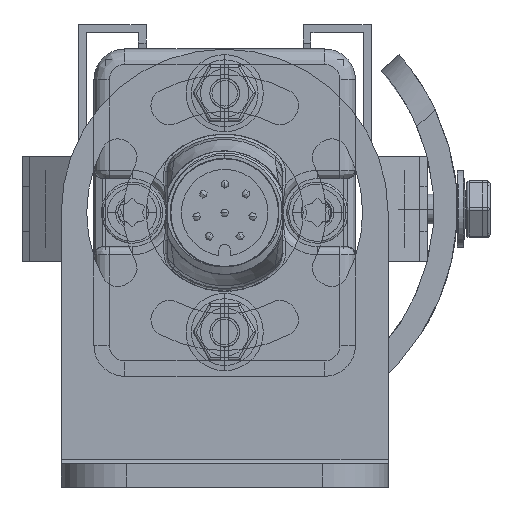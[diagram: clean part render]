
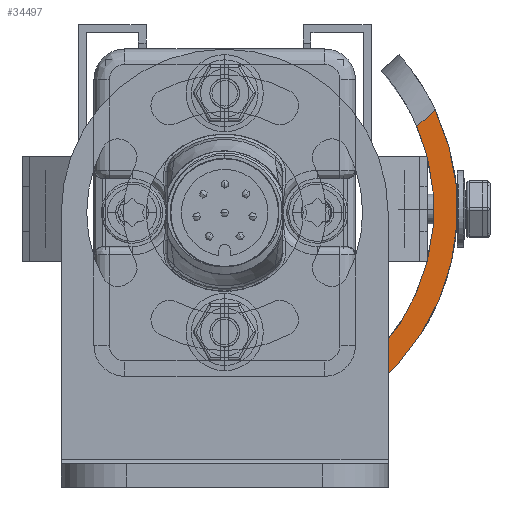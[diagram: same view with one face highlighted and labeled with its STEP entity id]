
A CAD part, front view. The second image highlights one B-rep face of the part: STEP entity #34497.
In plain terms, the highlighted face is planar.
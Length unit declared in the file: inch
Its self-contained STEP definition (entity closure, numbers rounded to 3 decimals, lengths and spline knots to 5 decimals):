
#33477=DIRECTION('',(1.,0.,0.));
#33478=VECTOR('',#33477,0.375);
#33479=CARTESIAN_POINT('',(0.,0.16,-1.11));
#33480=LINE('',#33479,#33478);
#33498=DIRECTION('',(0.,1.,0.));
#33499=VECTOR('',#33498,0.09);
#33500=CARTESIAN_POINT('',(0.375,0.16,-1.11));
#33501=LINE('',#33500,#33499);
#33519=DIRECTION('',(1.,0.,0.));
#33520=VECTOR('',#33519,0.375);
#33521=CARTESIAN_POINT('',(0.,0.25,-1.11));
#33522=LINE('',#33521,#33520);
#33713=DIRECTION('',(0.749,-0.663,0.));
#33714=VECTOR('',#33713,0.09423);
#33715=CARTESIAN_POINT('',(-0.80539,1.42875,-1.11));
#33716=LINE('',#33715,#33714);
#33745=CARTESIAN_POINT('',(0.,1.05,-1.11));
#33746=DIRECTION('',(0.,0.,-1.));
#33747=DIRECTION('',(0.,-1.,0.));
#33748=AXIS2_PLACEMENT_3D('',#33745,#33746,#33747);
#33750=CARTESIAN_POINT('',(0.,1.05,-1.11));
#33751=DIRECTION('',(0.,0.,1.));
#33752=DIRECTION('',(-0.905,0.426,0.));
#33753=AXIS2_PLACEMENT_3D('',#33750,#33751,#33752);
#33911=CARTESIAN_POINT('',(0.,0.25,-1.11));
#33912=VERTEX_POINT('',#33911);
#33913=CARTESIAN_POINT('',(0.,0.16,-1.11));
#33914=VERTEX_POINT('',#33913);
#33935=CARTESIAN_POINT('',(0.375,0.16,-1.11));
#33936=VERTEX_POINT('',#33935);
#33937=CARTESIAN_POINT('',(0.375,0.25,-1.11));
#33938=VERTEX_POINT('',#33937);
#33946=CARTESIAN_POINT('',(-0.80539,1.42875,-1.11));
#33947=CARTESIAN_POINT('',(-0.73481,1.36631,-1.11));
#33948=VERTEX_POINT('',#33946);
#33949=VERTEX_POINT('',#33947);
#34484=CARTESIAN_POINT('',(0.,0.16,-1.11));
#34485=DIRECTION('',(0.,0.,-1.));
#34486=DIRECTION('',(1.,0.,0.));
#34487=AXIS2_PLACEMENT_3D('',#34484,#34485,#34486);
#34488=PLANE('',#34487);
#34489=ORIENTED_EDGE('',*,*,#34221,.T.);
#34490=ORIENTED_EDGE('',*,*,#34238,.T.);
#34491=ORIENTED_EDGE('',*,*,#34254,.F.);
#34492=ORIENTED_EDGE('',*,*,#34418,.T.);
#34493=ORIENTED_EDGE('',*,*,#34476,.F.);
#34494=ORIENTED_EDGE('',*,*,#34360,.T.);
#34495=EDGE_LOOP('',(#34489,#34490,#34491,#34492,#34493,#34494));
#34496=FACE_OUTER_BOUND('',#34495,.F.);
#34497=ADVANCED_FACE('',(#34496),#34488,.T.);
#33749=CIRCLE('',#33748,0.8);
#33754=CIRCLE('',#33753,0.89);
#34221=EDGE_CURVE('',#33914,#33936,#33480,.T.);
#34238=EDGE_CURVE('',#33936,#33938,#33501,.T.);
#34254=EDGE_CURVE('',#33912,#33938,#33522,.T.);
#34360=EDGE_CURVE('',#33948,#33914,#33754,.T.);
#34418=EDGE_CURVE('',#33912,#33949,#33749,.T.);
#34476=EDGE_CURVE('',#33948,#33949,#33716,.T.);
